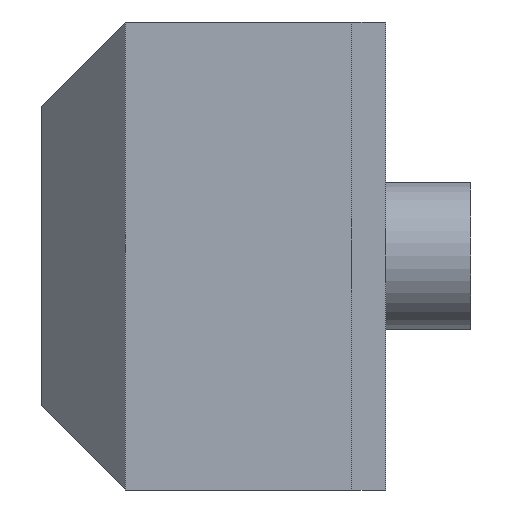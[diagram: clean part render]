
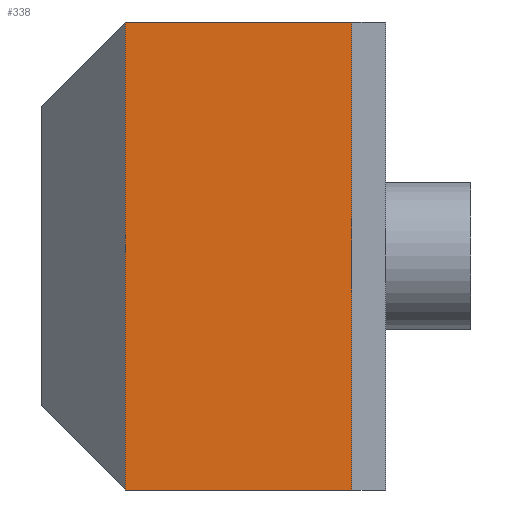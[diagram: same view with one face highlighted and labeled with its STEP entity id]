
A CAD part, left-side view. The second image highlights one B-rep face of the part: STEP entity #338.
In plain terms, the highlighted planar face has unit normal (-1, 0, 0).
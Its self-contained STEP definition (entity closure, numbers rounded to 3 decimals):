
#26=PLANE('',#378);
#44=FACE_OUTER_BOUND('',#66,.T.);
#66=EDGE_LOOP('',(#262,#263,#264,#265));
#94=LINE('',#527,#130);
#96=LINE('',#531,#132);
#97=LINE('',#533,#133);
#98=LINE('',#534,#134);
#130=VECTOR('',#434,10.);
#132=VECTOR('',#438,10.);
#133=VECTOR('',#439,10.);
#134=VECTOR('',#440,10.);
#171=VERTEX_POINT('',#511);
#175=VERTEX_POINT('',#523);
#176=VERTEX_POINT('',#530);
#177=VERTEX_POINT('',#532);
#208=EDGE_CURVE('',#171,#175,#94,.T.);
#210=EDGE_CURVE('',#176,#171,#96,.T.);
#211=EDGE_CURVE('',#177,#176,#97,.T.);
#212=EDGE_CURVE('',#177,#175,#98,.T.);
#262=ORIENTED_EDGE('',*,*,#208,.F.);
#263=ORIENTED_EDGE('',*,*,#210,.F.);
#264=ORIENTED_EDGE('',*,*,#211,.F.);
#265=ORIENTED_EDGE('',*,*,#212,.T.);
#338=ADVANCED_FACE('',(#44),#26,.T.);
#378=AXIS2_PLACEMENT_3D('',#529,#436,#437);
#434=DIRECTION('',(0.,0.,1.));
#436=DIRECTION('center_axis',(-1.,0.,0.));
#437=DIRECTION('ref_axis',(0.,0.,1.));
#438=DIRECTION('',(0.,1.,0.));
#439=DIRECTION('',(0.,0.,-1.));
#440=DIRECTION('',(0.,1.,0.));
#511=CARTESIAN_POINT('',(-30.07,12.36,-30.));
#523=CARTESIAN_POINT('',(-30.07,12.36,-7.775));
#527=CARTESIAN_POINT('',(-30.07,12.36,-24.444));
#529=CARTESIAN_POINT('Origin',(-30.07,1.6,-30.));
#530=CARTESIAN_POINT('',(-30.07,1.6,-30.));
#531=CARTESIAN_POINT('',(-30.07,1.6,-30.));
#532=CARTESIAN_POINT('',(-30.07,1.6,-7.775));
#533=CARTESIAN_POINT('',(-30.07,1.6,-24.444));
#534=CARTESIAN_POINT('',(-30.07,1.6,-7.775));
